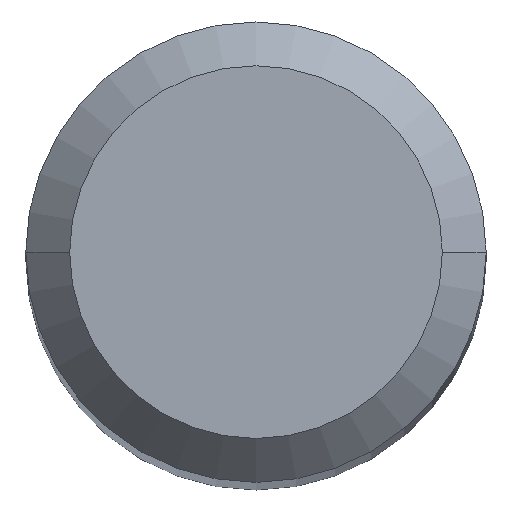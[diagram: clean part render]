
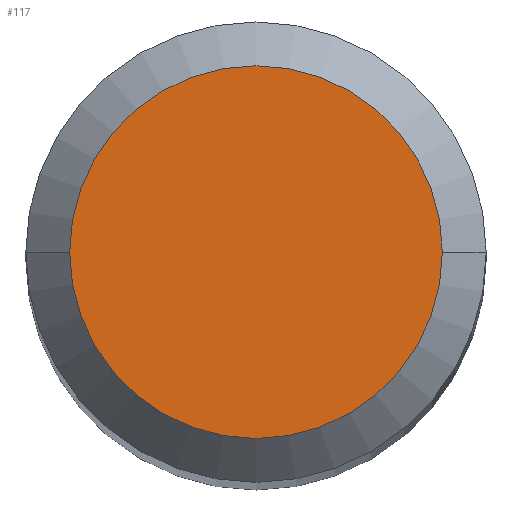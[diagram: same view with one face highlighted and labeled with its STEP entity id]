
A CAD part, top view. The second image highlights one B-rep face of the part: STEP entity #117.
In plain terms, the highlighted planar face has unit normal (0, 0, 1).
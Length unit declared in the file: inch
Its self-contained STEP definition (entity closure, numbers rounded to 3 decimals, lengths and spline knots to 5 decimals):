
#11 = CARTESIAN_POINT ( 'NONE',  ( 0., 0., 1.9685 ) ) ;
#16 = AXIS2_PLACEMENT_3D ( 'NONE', #162, #25, #67 ) ;
#21 = AXIS2_PLACEMENT_3D ( 'NONE', #11, #127, #78 ) ;
#25 = DIRECTION ( 'NONE',  ( 0., 0., 1. ) ) ;
#38 = EDGE_LOOP ( 'NONE', ( #247, #271 ) ) ;
#44 = DIRECTION ( 'NONE',  ( 0., 0., 1. ) ) ;
#46 = EDGE_CURVE ( 'NONE', #131, #295, #262, .T. ) ;
#67 = DIRECTION ( 'NONE',  ( 1., 0., 0. ) ) ;
#78 = DIRECTION ( 'NONE',  ( 1., 0., 0. ) ) ;
#117 = ADVANCED_FACE ( 'NONE', ( #255 ), #139, .T. ) ;
#127 = DIRECTION ( 'NONE',  ( 0., 0., 1. ) ) ;
#131 = VERTEX_POINT ( 'NONE', #236 ) ;
#139 = PLANE ( 'NONE',  #281 ) ;
#152 = CIRCLE ( 'NONE', #21, 0.06374 ) ;
#153 = EDGE_CURVE ( 'NONE', #295, #131, #152, .T. ) ;
#162 = CARTESIAN_POINT ( 'NONE',  ( 0., 0., 1.9685 ) ) ;
#164 = CARTESIAN_POINT ( 'NONE',  ( 0., 0., 1.9685 ) ) ;
#236 = CARTESIAN_POINT ( 'NONE',  ( 0.06374, 0., 1.9685 ) ) ;
#247 = ORIENTED_EDGE ( 'NONE', *, *, #153, .T. ) ;
#255 = FACE_OUTER_BOUND ( 'NONE', #38, .T. ) ;
#262 = CIRCLE ( 'NONE', #16, 0.06374 ) ;
#265 = CARTESIAN_POINT ( 'NONE',  ( -0.06374, 0., 1.9685 ) ) ;
#271 = ORIENTED_EDGE ( 'NONE', *, *, #46, .T. ) ;
#281 = AXIS2_PLACEMENT_3D ( 'NONE', #164, #44, #299 ) ;
#295 = VERTEX_POINT ( 'NONE', #265 ) ;
#299 = DIRECTION ( 'NONE',  ( 1., 0., 0. ) ) ;
